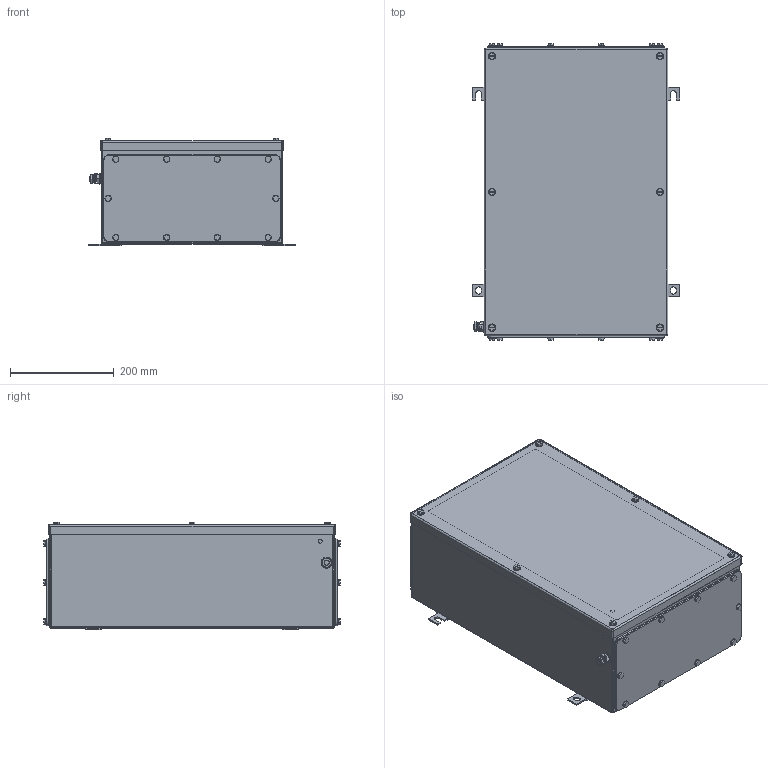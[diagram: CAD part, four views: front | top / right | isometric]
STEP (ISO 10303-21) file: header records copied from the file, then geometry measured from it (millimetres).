
FILE_DESCRIPTION(('CATIA V5 STEP Exchange','CAx-IF Rec.Pracs.--- Model Styling and Organization---1.4--- 2014-01-23'),'2;1');
FILE_NAME ('008676-2_4_1196370000_1196370000.stp','2019-09-25T08:00:36+00:00',('none'),('Weidmueller'),'CATIA Version 5-6 Release 2016 SP3 HF44','CATIA V5 STEP AP214','none');
FILE_SCHEMA(('AUTOMOTIVE_DESIGN { 1 0 10303 214 1 1 1 1 }'));
Length unit declared in the file: millimetre
Products named in the file (1): ZUB_KTB_FS_553520_2GP
Bounding box: 401 x 572 x 208.5 mm (x, y, z)
Volume: 1695211.7 mm3; surface area: 1907587.1 mm2
Topology: 84 solids, 84 shells, 1740 faces, 4012 edges, 2520 vertices
Faces by surface type: cylinder 818, plane 668, cone 232, sphere 16, torus 6
Entity records: 46929 total; most frequent: CARTESIAN_POINT 9816, ORIENTED_EDGE 7864, DIRECTION 6235, EDGE_CURVE 3932, AXIS2_PLACEMENT_3D 2884, VERTEX_POINT 2520, EDGE_LOOP 2084, VECTOR 2078
